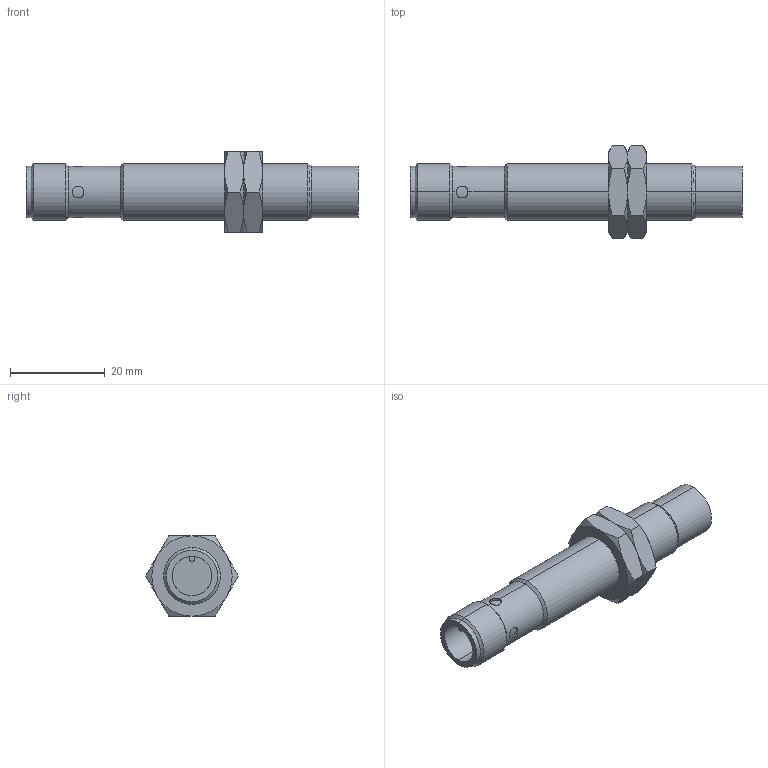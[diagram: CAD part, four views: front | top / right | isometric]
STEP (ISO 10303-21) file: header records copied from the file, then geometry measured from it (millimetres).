
FILE_DESCRIPTION (( 'STEP AP214' ), '1' );
FILE_NAME ('PMW-AN-2H.step', '2018-04-17T19:38:06', ( '' ), ( '' ), 'SwSTEP 2.0', 'SolidWorks 2017', '' );
FILE_SCHEMA (( 'AUTOMOTIVE_DESIGN' ));
Length unit declared in the file: inch
Products named in the file (1): PMW-AN-2H
Bounding box: 70.2 x 19.63 x 17 mm (x, y, z)
Volume: 8198.6 mm3; surface area: 4331.9 mm2
Topology: 3 solids, 3 shells, 94 faces, 199 edges, 114 vertices
Faces by surface type: cone 40, cylinder 30, plane 22, bspline 2
Entity records: 4189 total; most frequent: CARTESIAN_POINT 974, ORIENTED_EDGE 398, DIRECTION 393, EDGE_CURVE 199, AXIS2_PLACEMENT_3D 165, VERTEX_POINT 114, EDGE_LOOP 101, LENGTH_MEASURE_WITH_UNIT 99
